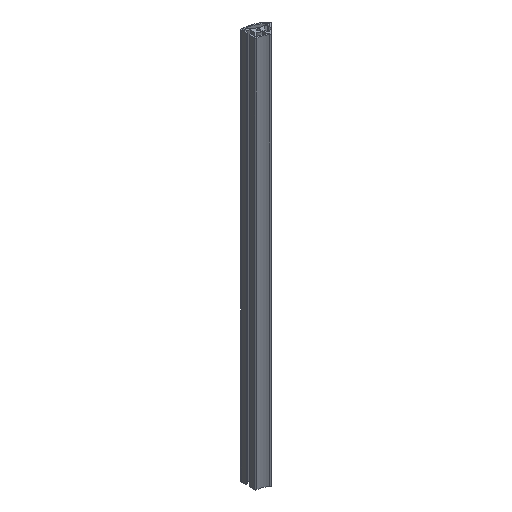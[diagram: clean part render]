
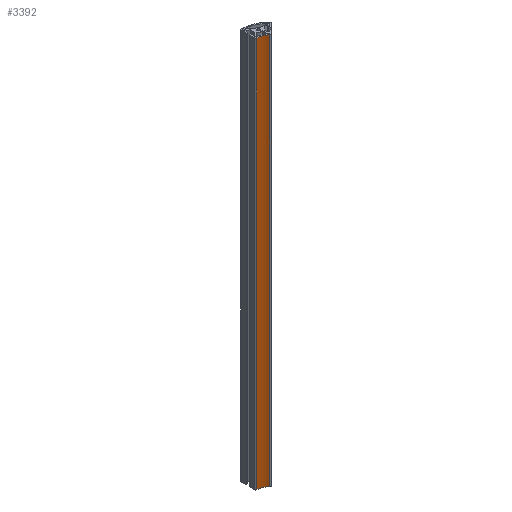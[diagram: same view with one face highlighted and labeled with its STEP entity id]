
A CAD part, isometric view. The second image highlights one B-rep face of the part: STEP entity #3392.
In plain terms, the highlighted cylindrical face has radius 40 mm (diameter 80 mm), a partial arc.
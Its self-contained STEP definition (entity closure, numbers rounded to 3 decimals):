
#1658=CIRCLE('',#3307,40.);
#1659=CIRCLE('',#3308,40.);
#1814=ORIENTED_EDGE('',*,*,#2466,.F.);
#1815=ORIENTED_EDGE('',*,*,#2463,.T.);
#1816=ORIENTED_EDGE('',*,*,#2467,.T.);
#1817=ORIENTED_EDGE('',*,*,#2362,.F.);
#1991=VECTOR('',#2647,1.);
#2085=VECTOR('',#2823,1.);
#2123=LINE('',#2947,#1991);
#2217=LINE('',#3150,#2085);
#2256=VERTEX_POINT('',#2944);
#2257=VERTEX_POINT('',#2946);
#2324=VERTEX_POINT('',#3148);
#2325=VERTEX_POINT('',#3149);
#2362=EDGE_CURVE('',#2257,#2256,#2123,.T.);
#2463=EDGE_CURVE('',#2324,#2325,#2217,.T.);
#2466=EDGE_CURVE('',#2324,#2257,#1658,.T.);
#2467=EDGE_CURVE('',#2325,#2256,#1659,.T.);
#2553=EDGE_LOOP('',(#1814,#1815,#1816,#1817));
#2615=FACE_BOUND('',#2553,.F.);
#2647=DIRECTION('',(-1000.,0.,0.));
#2823=DIRECTION('',(-1000.,0.,0.));
#2828=DIRECTION('',(-1.,0.,0.));
#2829=DIRECTION('',(0.,0.998,0.07));
#2830=DIRECTION('',(1.,0.,0.));
#2831=DIRECTION('',(0.,39.903,2.791));
#2832=DIRECTION('',(1.,0.,0.));
#2833=DIRECTION('',(0.,39.903,2.791));
#2944=CARTESIAN_POINT('',(0.,-25.244,3.281));
#2946=CARTESIAN_POINT('',(1000.,-25.244,3.281));
#2947=CARTESIAN_POINT('',(1000.,-25.244,3.281));
#3148=CARTESIAN_POINT('',(1000.,-15.53,-20.17));
#3149=CARTESIAN_POINT('',(0.,-15.53,-20.17));
#3150=CARTESIAN_POINT('',(1000.,-15.53,-20.17));
#3153=CARTESIAN_POINT('',(1000.,-55.433,-22.961));
#3154=CARTESIAN_POINT('',(1000.,-55.433,-22.961));
#3155=CARTESIAN_POINT('',(0.,-55.433,-22.961));
#3306=AXIS2_PLACEMENT_3D('',#3153,#2828,#2829);
#3307=AXIS2_PLACEMENT_3D('',#3154,#2830,#2831);
#3308=AXIS2_PLACEMENT_3D('',#3155,#2832,#2833);
#3349=CYLINDRICAL_SURFACE('',#3306,40.);
#3392=ADVANCED_FACE('',(#2615),#3349,.F.);
